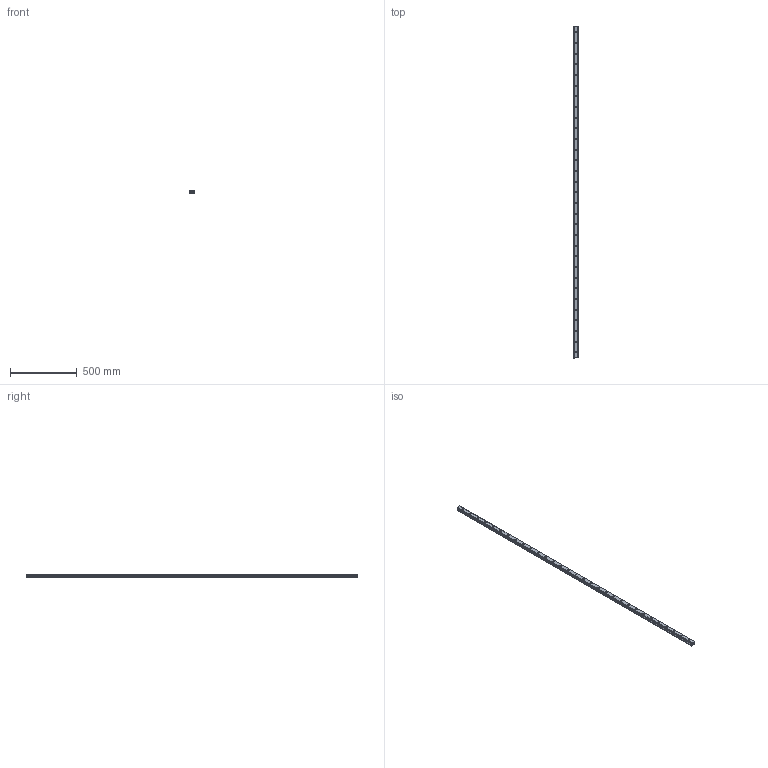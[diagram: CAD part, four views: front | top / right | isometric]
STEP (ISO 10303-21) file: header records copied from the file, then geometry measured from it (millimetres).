
FILE_DESCRIPTION(('STEP AP214'),'1');
FILE_NAME('cctmp_FF12BF14-0913-45B9-96EA-1A90463EF860_2021_02_17_13_03_44_0513..stp','2021-02-17T12:03:44',('HIWIN GmbH'),('CADClick - www.CADClick.com'),'Spatial InterOp 3D',' ','unknown authorization');
FILE_SCHEMA(('AUTOMOTIVE_DESIGN'));
Length unit declared in the file: millimetre
Products named in the file (1): EGR35R2490C_FILE
Bounding box: 34 x 2490 x 27.5 mm (x, y, z)
Volume: 1961003.8 mm3; surface area: 349084 mm2
Topology: 1 solids, 1 shells, 386 faces, 861 edges, 574 vertices
Faces by surface type: cylinder 204, plane 182
Entity records: 13985 total; most frequent: DIRECTION 2043, CARTESIAN_POINT 1822, ORIENTED_EDGE 1722, EDGE_CURVE 861, AXIS2_PLACEMENT_3D 795, VERTEX_POINT 574, EDGE_LOOP 483, LINE 453
